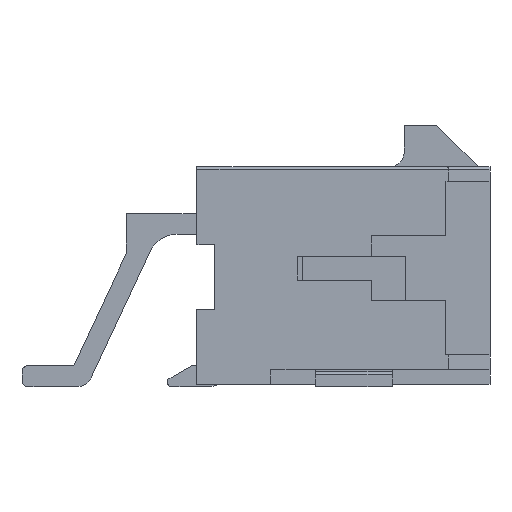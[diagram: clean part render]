
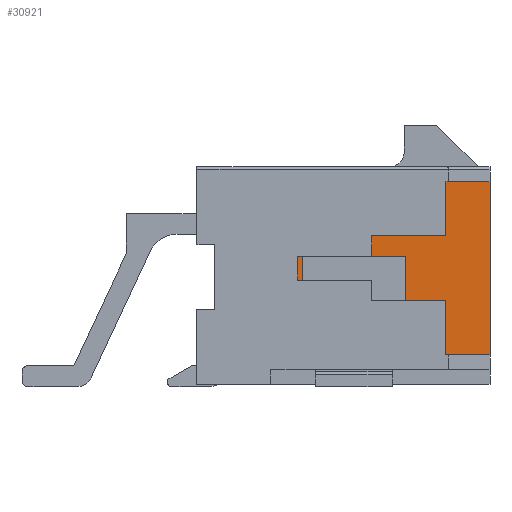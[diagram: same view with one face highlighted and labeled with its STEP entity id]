
A CAD part, left-side view. The second image highlights one B-rep face of the part: STEP entity #30921.
In plain terms, the highlighted planar face has unit normal (-1, 0, 0).
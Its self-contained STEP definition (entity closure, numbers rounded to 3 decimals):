
#48 = VERTEX_POINT ( 'NONE', #10651 ) ;
#358 = DIRECTION ( 'NONE',  ( 0., 0., -1. ) ) ;
#1057 = ORIENTED_EDGE ( 'NONE', *, *, #26059, .T. ) ;
#1738 = VECTOR ( 'NONE', #22763, 1000. ) ;
#1740 = DIRECTION ( 'NONE',  ( 0., 0., -1. ) ) ;
#1746 = VECTOR ( 'NONE', #1740, 1000. ) ;
#1753 = EDGE_CURVE ( 'NONE', #31895, #1859, #14725, .T. ) ;
#1859 = VERTEX_POINT ( 'NONE', #22849 ) ;
#2065 = VERTEX_POINT ( 'NONE', #21859 ) ;
#2535 = CARTESIAN_POINT ( 'NONE',  ( -6.425, -7.905, 6.35 ) ) ;
#3300 = ORIENTED_EDGE ( 'NONE', *, *, #26416, .F. ) ;
#3443 = LINE ( 'NONE', #12766, #15236 ) ;
#4113 = CARTESIAN_POINT ( 'NONE',  ( -6.425, -1.555, 0.7 ) ) ;
#4168 = CARTESIAN_POINT ( 'NONE',  ( -6.425, -1.405, 6.35 ) ) ;
#4447 = CARTESIAN_POINT ( 'NONE',  ( -6.425, -6.405, 0.5 ) ) ;
#4594 = CARTESIAN_POINT ( 'NONE',  ( -6.425, -5.055, 3.83 ) ) ;
#4710 = LINE ( 'NONE', #7499, #7581 ) ;
#4742 = VECTOR ( 'NONE', #5686, 1000. ) ;
#5006 = ORIENTED_EDGE ( 'NONE', *, *, #10204, .F. ) ;
#5686 = DIRECTION ( 'NONE',  ( 0., 0., -1. ) ) ;
#5914 = CARTESIAN_POINT ( 'NONE',  ( -6.425, -7.905, 6.35 ) ) ;
#6090 = CARTESIAN_POINT ( 'NONE',  ( -6.425, -1.555, 3.83 ) ) ;
#6248 = ORIENTED_EDGE ( 'NONE', *, *, #29512, .F. ) ;
#6629 = CARTESIAN_POINT ( 'NONE',  ( -6.425, -5.705, 1. ) ) ;
#7301 = ORIENTED_EDGE ( 'NONE', *, *, #32031, .T. ) ;
#7499 = CARTESIAN_POINT ( 'NONE',  ( -6.425, -5.705, 0. ) ) ;
#7581 = VECTOR ( 'NONE', #22021, 1000. ) ;
#8301 = CARTESIAN_POINT ( 'NONE',  ( -6.425, -1.555, 3.83 ) ) ;
#8463 = CARTESIAN_POINT ( 'NONE',  ( -6.425, -5.705, 0.5 ) ) ;
#8536 = LINE ( 'NONE', #5914, #15715 ) ;
#8942 = DIRECTION ( 'NONE',  ( 0., 0., 1. ) ) ;
#9362 = LINE ( 'NONE', #4447, #30254 ) ;
#9979 = LINE ( 'NONE', #19919, #31131 ) ;
#10045 = ORIENTED_EDGE ( 'NONE', *, *, #28643, .F. ) ;
#10076 = CARTESIAN_POINT ( 'NONE',  ( -6.425, -4.605, 3.83 ) ) ;
#10204 = EDGE_CURVE ( 'NONE', #2065, #16930, #4710, .T. ) ;
#10211 = ORIENTED_EDGE ( 'NONE', *, *, #14355, .F. ) ;
#10337 = EDGE_CURVE ( 'NONE', #31383, #10726, #12422, .T. ) ;
#10464 = LINE ( 'NONE', #17814, #13524 ) ;
#10608 = DIRECTION ( 'NONE',  ( 0., -1., 0. ) ) ;
#10651 = CARTESIAN_POINT ( 'NONE',  ( -6.425, -7.905, 0.5 ) ) ;
#10726 = VERTEX_POINT ( 'NONE', #4113 ) ;
#11014 = AXIS2_PLACEMENT_3D ( 'NONE', #13682, #11265, #8942 ) ;
#11265 = DIRECTION ( 'NONE',  ( -1., 0., 0. ) ) ;
#11782 = VECTOR ( 'NONE', #32253, 1000. ) ;
#12356 = CARTESIAN_POINT ( 'NONE',  ( -6.425, -2.005, 0.7 ) ) ;
#12422 = LINE ( 'NONE', #22346, #11782 ) ;
#12766 = CARTESIAN_POINT ( 'NONE',  ( -6.425, -6.405, 6.35 ) ) ;
#13524 = VECTOR ( 'NONE', #358, 1000. ) ;
#13574 = VECTOR ( 'NONE', #21346, 1000. ) ;
#13579 = VERTEX_POINT ( 'NONE', #2535 ) ;
#13682 = CARTESIAN_POINT ( 'NONE',  ( -6.425, -6.405, 6.35 ) ) ;
#14355 = EDGE_CURVE ( 'NONE', #29540, #2065, #31551, .T. ) ;
#14725 = LINE ( 'NONE', #4594, #28383 ) ;
#14855 = CARTESIAN_POINT ( 'NONE',  ( -6.425, -4.605, 0. ) ) ;
#15053 = ORIENTED_EDGE ( 'NONE', *, *, #24811, .F. ) ;
#15212 = DIRECTION ( 'NONE',  ( 0., -1., 0. ) ) ;
#15236 = VECTOR ( 'NONE', #15212, 1000. ) ;
#15479 = ORIENTED_EDGE ( 'NONE', *, *, #10337, .T. ) ;
#15715 = VECTOR ( 'NONE', #20294, 1000. ) ;
#16314 = FACE_OUTER_BOUND ( 'NONE', #23218, .T. ) ;
#16327 = EDGE_CURVE ( 'NONE', #13579, #48, #8536, .T. ) ;
#16699 = EDGE_CURVE ( 'NONE', #24103, #13579, #3443, .T. ) ;
#16793 = VERTEX_POINT ( 'NONE', #21207 ) ;
#16930 = VERTEX_POINT ( 'NONE', #14855 ) ;
#16956 = LINE ( 'NONE', #32049, #27976 ) ;
#17646 = LINE ( 'NONE', #8301, #4742 ) ;
#17814 = CARTESIAN_POINT ( 'NONE',  ( -6.425, -2.005, 3.83 ) ) ;
#17842 = ORIENTED_EDGE ( 'NONE', *, *, #1753, .T. ) ;
#18159 = CARTESIAN_POINT ( 'NONE',  ( -6.425, -5.055, 0.7 ) ) ;
#19919 = CARTESIAN_POINT ( 'NONE',  ( -6.425, -1.405, 3.825 ) ) ;
#20294 = DIRECTION ( 'NONE',  ( 0., 0., -1. ) ) ;
#20846 = ORIENTED_EDGE ( 'NONE', *, *, #16327, .F. ) ;
#21143 = VERTEX_POINT ( 'NONE', #28142 ) ;
#21207 = CARTESIAN_POINT ( 'NONE',  ( -6.425, -2.005, 0.5 ) ) ;
#21346 = DIRECTION ( 'NONE',  ( 0., 1., 0. ) ) ;
#21476 = ORIENTED_EDGE ( 'NONE', *, *, #30798, .T. ) ;
#21658 = DIRECTION ( 'NONE',  ( 0., -1., 0. ) ) ;
#21859 = CARTESIAN_POINT ( 'NONE',  ( -6.425, -5.705, 0. ) ) ;
#21920 = VECTOR ( 'NONE', #25320, 1000. ) ;
#22021 = DIRECTION ( 'NONE',  ( 0., 1., 0. ) ) ;
#22346 = CARTESIAN_POINT ( 'NONE',  ( -6.425, -5.055, 0.7 ) ) ;
#22399 = CARTESIAN_POINT ( 'NONE',  ( -6.425, -1.405, 0.5 ) ) ;
#22763 = DIRECTION ( 'NONE',  ( 0., 0., -1. ) ) ;
#22825 = DIRECTION ( 'NONE',  ( 0., 0., 1. ) ) ;
#22849 = CARTESIAN_POINT ( 'NONE',  ( -6.425, -5.055, 0.7 ) ) ;
#23218 = EDGE_LOOP ( 'NONE', ( #1057, #7301, #5006, #10211, #21476, #20846, #31828, #10045, #29593, #15053, #15479, #3300, #6248, #17842 ) ) ;
#24103 = VERTEX_POINT ( 'NONE', #4168 ) ;
#24811 = EDGE_CURVE ( 'NONE', #31383, #16793, #10464, .T. ) ;
#25320 = DIRECTION ( 'NONE',  ( 0., 1., 0. ) ) ;
#25427 = VERTEX_POINT ( 'NONE', #6090 ) ;
#25920 = CARTESIAN_POINT ( 'NONE',  ( -6.425, -4.605, 3.83 ) ) ;
#26059 = EDGE_CURVE ( 'NONE', #1859, #21143, #30063, .T. ) ;
#26060 = LINE ( 'NONE', #25920, #13574 ) ;
#26197 = CARTESIAN_POINT ( 'NONE',  ( -6.425, -5.055, 3.83 ) ) ;
#26416 = EDGE_CURVE ( 'NONE', #25427, #10726, #17646, .T. ) ;
#27400 = EDGE_CURVE ( 'NONE', #30162, #16793, #16956, .T. ) ;
#27976 = VECTOR ( 'NONE', #21658, 1000. ) ;
#28142 = CARTESIAN_POINT ( 'NONE',  ( -6.425, -4.605, 0.7 ) ) ;
#28383 = VECTOR ( 'NONE', #28793, 1000. ) ;
#28643 = EDGE_CURVE ( 'NONE', #30162, #24103, #9979, .T. ) ;
#28793 = DIRECTION ( 'NONE',  ( 0., 0., -1. ) ) ;
#29009 = PLANE ( 'NONE',  #11014 ) ;
#29512 = EDGE_CURVE ( 'NONE', #31895, #25427, #26060, .T. ) ;
#29540 = VERTEX_POINT ( 'NONE', #8463 ) ;
#29593 = ORIENTED_EDGE ( 'NONE', *, *, #27400, .T. ) ;
#30063 = LINE ( 'NONE', #18159, #21920 ) ;
#30162 = VERTEX_POINT ( 'NONE', #22399 ) ;
#30254 = VECTOR ( 'NONE', #10608, 1000. ) ;
#30420 = LINE ( 'NONE', #10076, #1738 ) ;
#30798 = EDGE_CURVE ( 'NONE', #29540, #48, #9362, .T. ) ;
#30921 = ADVANCED_FACE ( 'NONE', ( #16314 ), #29009, .T. ) ;
#31131 = VECTOR ( 'NONE', #22825, 1000. ) ;
#31383 = VERTEX_POINT ( 'NONE', #12356 ) ;
#31551 = LINE ( 'NONE', #6629, #1746 ) ;
#31828 = ORIENTED_EDGE ( 'NONE', *, *, #16699, .F. ) ;
#31895 = VERTEX_POINT ( 'NONE', #26197 ) ;
#32031 = EDGE_CURVE ( 'NONE', #21143, #16930, #30420, .T. ) ;
#32049 = CARTESIAN_POINT ( 'NONE',  ( -6.425, -6.405, 0.5 ) ) ;
#32253 = DIRECTION ( 'NONE',  ( 0., 1., 0. ) ) ;
